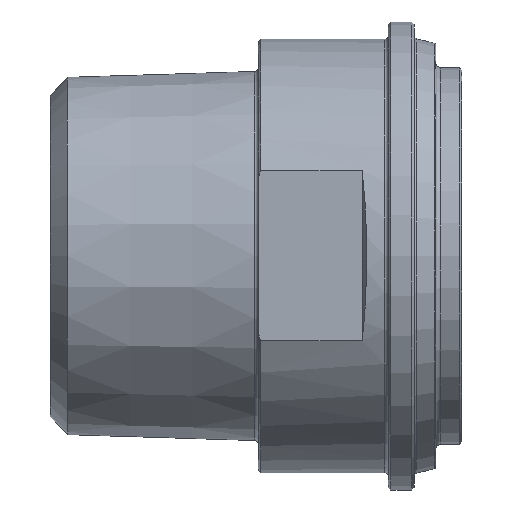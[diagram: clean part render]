
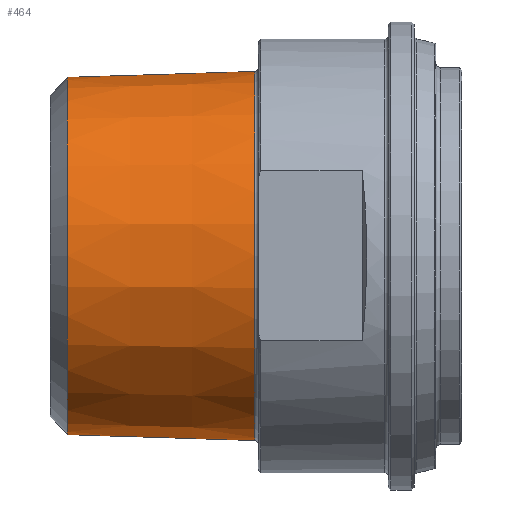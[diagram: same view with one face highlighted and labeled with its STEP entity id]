
A CAD part, top view. The second image highlights one B-rep face of the part: STEP entity #464.
In plain terms, the highlighted conical face has half-angle 1.8 degrees and reference radius 20.927 mm.
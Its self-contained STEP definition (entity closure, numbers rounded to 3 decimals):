
#26=CONICAL_SURFACE('',#524,20.927,0.031);
#46=CIRCLE('',#521,21.292);
#48=CIRCLE('',#523,21.292);
#49=CIRCLE('',#525,20.613);
#50=CIRCLE('',#526,20.613);
#93=FACE_OUTER_BOUND('',#123,.T.);
#123=EDGE_LOOP('',(#343,#344,#345,#346,#347,#348));
#157=LINE('',#807,#177);
#177=VECTOR('',#629,20.927);
#207=VERTEX_POINT('',#800);
#208=VERTEX_POINT('',#801);
#209=VERTEX_POINT('',#806);
#210=VERTEX_POINT('',#808);
#259=EDGE_CURVE('',#207,#208,#46,.T.);
#261=EDGE_CURVE('',#208,#207,#48,.T.);
#262=EDGE_CURVE('',#207,#209,#157,.T.);
#263=EDGE_CURVE('',#210,#209,#49,.T.);
#264=EDGE_CURVE('',#209,#210,#50,.T.);
#343=ORIENTED_EDGE('',*,*,#259,.F.);
#344=ORIENTED_EDGE('',*,*,#262,.T.);
#345=ORIENTED_EDGE('',*,*,#263,.F.);
#346=ORIENTED_EDGE('',*,*,#264,.F.);
#347=ORIENTED_EDGE('',*,*,#262,.F.);
#348=ORIENTED_EDGE('',*,*,#261,.F.);
#464=ADVANCED_FACE('',(#93),#26,.T.);
#521=AXIS2_PLACEMENT_3D('',#802,#621,#622);
#523=AXIS2_PLACEMENT_3D('',#804,#625,#626);
#524=AXIS2_PLACEMENT_3D('',#805,#627,#628);
#525=AXIS2_PLACEMENT_3D('',#809,#630,#631);
#526=AXIS2_PLACEMENT_3D('',#810,#632,#633);
#621=DIRECTION('center_axis',(1.,0.,0.));
#622=DIRECTION('ref_axis',(0.,-1.,0.));
#625=DIRECTION('center_axis',(1.,0.,0.));
#626=DIRECTION('ref_axis',(0.,-1.,0.));
#627=DIRECTION('center_axis',(1.,0.,0.));
#628=DIRECTION('ref_axis',(0.,1.,0.));
#629=DIRECTION('',(-1.,0.031,0.));
#630=DIRECTION('center_axis',(-1.,0.,0.));
#631=DIRECTION('ref_axis',(0.,-1.,0.));
#632=DIRECTION('center_axis',(-1.,0.,0.));
#633=DIRECTION('ref_axis',(0.,-1.,0.));
#800=CARTESIAN_POINT('',(-23.887,-21.292,0.));
#801=CARTESIAN_POINT('',(-23.887,0.,21.292));
#802=CARTESIAN_POINT('Origin',(-23.887,0.,0.));
#804=CARTESIAN_POINT('Origin',(-23.887,0.,0.));
#805=CARTESIAN_POINT('Origin',(-35.5,0.,0.));
#806=CARTESIAN_POINT('',(-45.501,-20.613,0.));
#807=CARTESIAN_POINT('',(-35.5,-20.927,0.));
#808=CARTESIAN_POINT('',(-45.501,20.613,0.));
#809=CARTESIAN_POINT('Origin',(-45.501,0.,0.));
#810=CARTESIAN_POINT('Origin',(-45.501,0.,0.));
